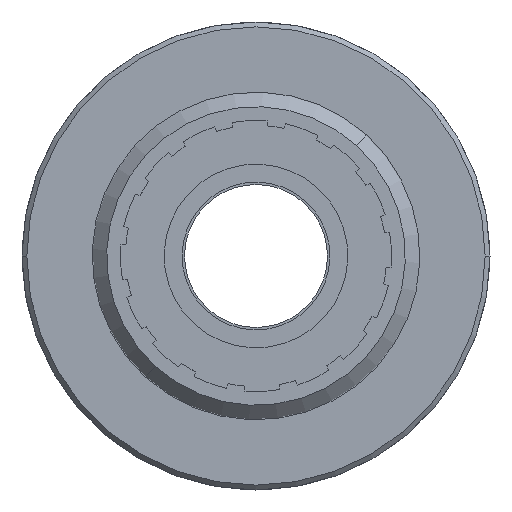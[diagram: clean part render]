
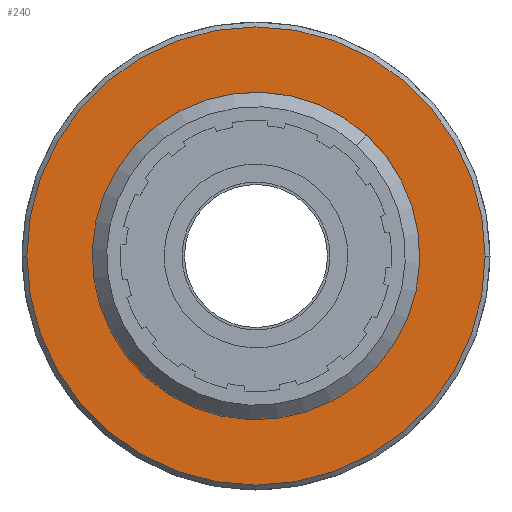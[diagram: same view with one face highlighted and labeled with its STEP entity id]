
A CAD part, front view. The second image highlights one B-rep face of the part: STEP entity #240.
In plain terms, the highlighted planar face has unit normal (0, -1, 0).
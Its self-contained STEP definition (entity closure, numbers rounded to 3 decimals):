
#240=ADVANCED_FACE('',(#638,#639),#640,.T.);
#638=FACE_BOUND('',#1216,.T.);
#639=FACE_OUTER_BOUND('',#1217,.T.);
#640=PLANE('',#1218);
#1216=EDGE_LOOP('',(#2234,#2235));
#1217=EDGE_LOOP('',(#2236,#2237));
#1218=AXIS2_PLACEMENT_3D('',#2238,#2239,#2240);
#2234=ORIENTED_EDGE('',*,*,#3867,.T.);
#2235=ORIENTED_EDGE('',*,*,#3858,.T.);
#2236=ORIENTED_EDGE('',*,*,#3868,.F.);
#2237=ORIENTED_EDGE('',*,*,#3843,.F.);
#2238=CARTESIAN_POINT('',(-20.188,0.,0.0));
#2239=DIRECTION('',(0.0,-1.0,0.0));
#2240=DIRECTION('',(0.0,0.0,-1.0));
#3843=EDGE_CURVE('',#4562,#4564,#4565,.T.);
#3858=EDGE_CURVE('',#4590,#4587,#4591,.T.);
#3867=EDGE_CURVE('',#4587,#4590,#4603,.T.);
#3868=EDGE_CURVE('',#4564,#4562,#4604,.T.);
#4562=VERTEX_POINT('',#5776);
#4564=VERTEX_POINT('',#5779);
#4565=CIRCLE('',#5780,23.25);
#4587=VERTEX_POINT('',#5805);
#4590=VERTEX_POINT('',#5809);
#4591=CIRCLE('',#5810,15.1);
#4603=CIRCLE('',#5823,15.1);
#4604=CIRCLE('',#5824,23.25);
#5776=CARTESIAN_POINT('',(23.25,0.,0.));
#5779=CARTESIAN_POINT('',(-23.25,0.,0.));
#5780=AXIS2_PLACEMENT_3D('',#7682,#7683,#7684);
#5805=CARTESIAN_POINT('',(15.1,0.,0.));
#5809=CARTESIAN_POINT('',(-15.1,0.,0.));
#5810=AXIS2_PLACEMENT_3D('',#7710,#7711,#7712);
#5823=AXIS2_PLACEMENT_3D('',#7729,#7730,#7731);
#5824=AXIS2_PLACEMENT_3D('',#7732,#7733,#7734);
#7682=CARTESIAN_POINT('',(0.0,0.,0.0));
#7683=DIRECTION('',(-0.0,1.0,0.0));
#7684=DIRECTION('',(1.0,0.0,0.0));
#7710=CARTESIAN_POINT('',(0.0,0.,0.0));
#7711=DIRECTION('',(0.0,1.0,0.0));
#7712=DIRECTION('',(-1.0,0.0,0.0));
#7729=CARTESIAN_POINT('',(0.0,0.,0.0));
#7730=DIRECTION('',(0.0,1.0,0.0));
#7731=DIRECTION('',(-1.0,0.0,0.0));
#7732=CARTESIAN_POINT('',(0.0,0.,0.0));
#7733=DIRECTION('',(-0.0,1.0,0.0));
#7734=DIRECTION('',(1.0,0.0,0.0));
